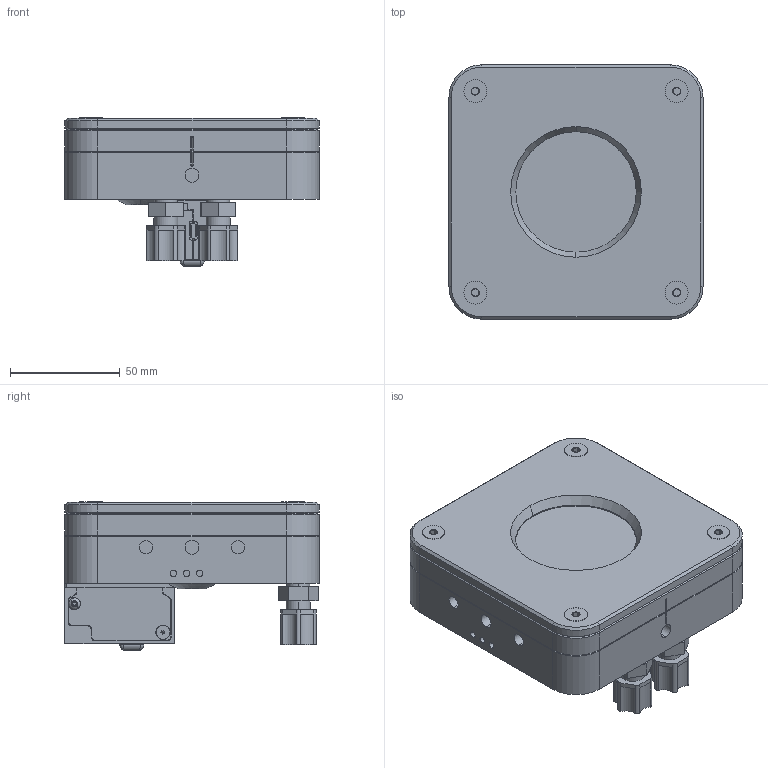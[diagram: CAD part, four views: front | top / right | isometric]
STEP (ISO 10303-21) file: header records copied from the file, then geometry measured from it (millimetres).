
FILE_DESCRIPTION (( 'STEP AP214' ), '1' );
FILE_NAME ('UP55C-2.5KW-HD-BLU.STEP', '2019-03-25T19:54:27', ( '' ), ( '' ), 'SwSTEP 2.0', 'SolidWorks 2018', '' );
FILE_SCHEMA (( 'AUTOMOTIVE_DESIGN' ));
Length unit declared in the file: millimetre
Products named in the file (1): UP55C-2.5KW-HD-BLU
Bounding box: 116 x 116 x 67.89 mm (x, y, z)
Volume: 520888 mm3; surface area: 87663.8 mm2
Topology: 11 solids, 20 shells, 1652 faces, 4387 edges, 2842 vertices
Faces by surface type: cylinder 683, plane 534, bspline 261, cone 138, torus 32, sphere 4
Entity records: 87007 total; most frequent: CARTESIAN_POINT 31872, ORIENTED_EDGE 8738, DIRECTION 6302, EDGE_CURVE 4369, VERTEX_POINT 2842, VECTOR 2154, LINE 2154, AXIS2_PLACEMENT_3D 2074
